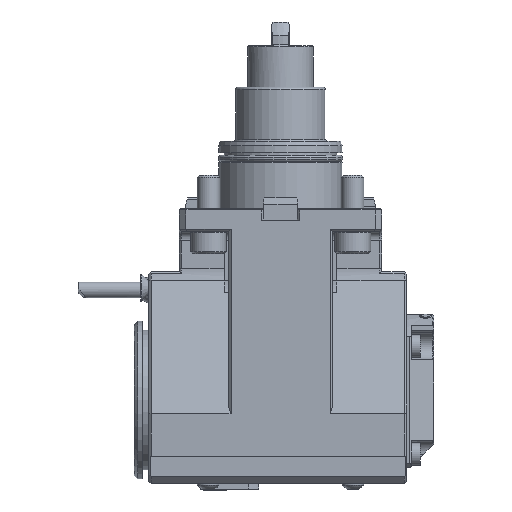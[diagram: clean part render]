
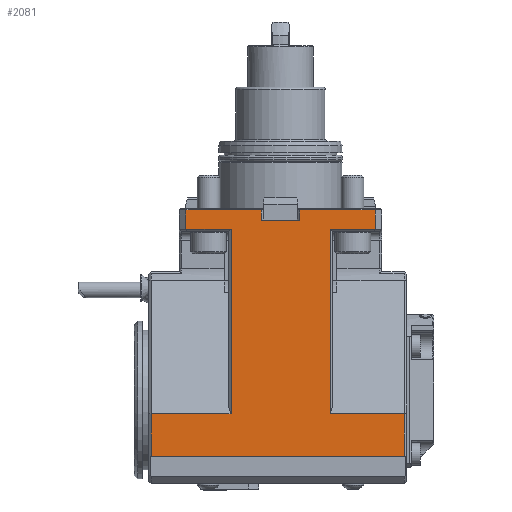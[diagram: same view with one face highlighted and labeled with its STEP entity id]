
A CAD part, front view. The second image highlights one B-rep face of the part: STEP entity #2081.
In plain terms, the highlighted planar face has unit normal (0, -1, 0).
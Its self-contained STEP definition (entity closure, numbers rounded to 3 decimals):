
#530=LINE('',#11370,#1178);
#532=LINE('',#11375,#1180);
#534=LINE('',#11378,#1182);
#536=LINE('',#11381,#1184);
#538=LINE('',#11385,#1186);
#540=LINE('',#11389,#1188);
#541=LINE('',#11391,#1189);
#543=LINE('',#11395,#1191);
#545=LINE('',#11399,#1193);
#546=LINE('',#11401,#1194);
#548=LINE('',#11405,#1196);
#550=LINE('',#11409,#1198);
#552=LINE('',#11412,#1200);
#671=LINE('',#11638,#1319);
#674=LINE('',#11644,#1322);
#675=LINE('',#11646,#1323);
#1178=VECTOR('',#8806,1.);
#1180=VECTOR('',#8810,1.);
#1182=VECTOR('',#8814,1.);
#1184=VECTOR('',#8818,1.);
#1186=VECTOR('',#8822,1.);
#1188=VECTOR('',#8826,1.);
#1189=VECTOR('',#8829,1.);
#1191=VECTOR('',#8833,1.);
#1193=VECTOR('',#8837,1.);
#1194=VECTOR('',#8840,1.);
#1196=VECTOR('',#8844,1.);
#1198=VECTOR('',#8848,1.);
#1200=VECTOR('',#8852,1.);
#1319=VECTOR('',#9063,1.);
#1322=VECTOR('',#9068,1.);
#1323=VECTOR('',#9069,1.);
#2081=ADVANCED_FACE('',(#2664),#2352,.F.);
#2352=PLANE('',#7361);
#2664=FACE_OUTER_BOUND('',#3126,.T.);
#3126=EDGE_LOOP('',(#4750,#4751,#4752,#4753,#4754,#4755,#4756,#4757,#4758,
#4759,#4760,#4761,#4762,#4763,#4764,#4765));
#4750=ORIENTED_EDGE('',*,*,#6395,.T.);
#4751=ORIENTED_EDGE('',*,*,#6393,.T.);
#4752=ORIENTED_EDGE('',*,*,#6391,.T.);
#4753=ORIENTED_EDGE('',*,*,#6389,.F.);
#4754=ORIENTED_EDGE('',*,*,#6388,.T.);
#4755=ORIENTED_EDGE('',*,*,#6386,.T.);
#4756=ORIENTED_EDGE('',*,*,#6384,.T.);
#4757=ORIENTED_EDGE('',*,*,#6383,.T.);
#4758=ORIENTED_EDGE('',*,*,#6381,.T.);
#4759=ORIENTED_EDGE('',*,*,#6379,.T.);
#4760=ORIENTED_EDGE('',*,*,#6377,.T.);
#4761=ORIENTED_EDGE('',*,*,#6375,.T.);
#4762=ORIENTED_EDGE('',*,*,#6514,.T.);
#4763=ORIENTED_EDGE('',*,*,#6517,.T.);
#4764=ORIENTED_EDGE('',*,*,#6518,.T.);
#4765=ORIENTED_EDGE('',*,*,#6373,.T.);
#5425=VERTEX_POINT('',#10925);
#5430=VERTEX_POINT('',#10946);
#5442=VERTEX_POINT('',#10982);
#5447=VERTEX_POINT('',#11002);
#5515=VERTEX_POINT('',#11229);
#5521=VERTEX_POINT('',#11246);
#5557=VERTEX_POINT('',#11367);
#5560=VERTEX_POINT('',#11374);
#5561=VERTEX_POINT('',#11382);
#5562=VERTEX_POINT('',#11386);
#5563=VERTEX_POINT('',#11392);
#5564=VERTEX_POINT('',#11396);
#5565=VERTEX_POINT('',#11402);
#5566=VERTEX_POINT('',#11406);
#5628=VERTEX_POINT('',#11639);
#5630=VERTEX_POINT('',#11645);
#6373=EDGE_CURVE('',#5557,#5521,#530,.T.);
#6375=EDGE_CURVE('',#5515,#5560,#532,.T.);
#6377=EDGE_CURVE('',#5425,#5515,#534,.T.);
#6379=EDGE_CURVE('',#5561,#5425,#536,.T.);
#6381=EDGE_CURVE('',#5562,#5561,#538,.T.);
#6383=EDGE_CURVE('',#5430,#5562,#540,.T.);
#6384=EDGE_CURVE('',#5563,#5430,#541,.T.);
#6386=EDGE_CURVE('',#5564,#5563,#543,.T.);
#6388=EDGE_CURVE('',#5442,#5564,#545,.T.);
#6389=EDGE_CURVE('',#5442,#5565,#546,.T.);
#6391=EDGE_CURVE('',#5566,#5565,#548,.T.);
#6393=EDGE_CURVE('',#5447,#5566,#550,.T.);
#6395=EDGE_CURVE('',#5521,#5447,#552,.T.);
#6514=EDGE_CURVE('',#5560,#5628,#671,.T.);
#6517=EDGE_CURVE('',#5628,#5630,#674,.T.);
#6518=EDGE_CURVE('',#5630,#5557,#675,.T.);
#7361=AXIS2_PLACEMENT_3D('',#11647,#9070,#9071);
#8806=DIRECTION('',(-1.,0.,0.));
#8810=DIRECTION('',(-1.,0.,0.));
#8814=DIRECTION('',(0.,0.,1.));
#8818=DIRECTION('',(1.,0.,0.));
#8822=DIRECTION('',(0.,0.,1.));
#8826=DIRECTION('',(-1.,0.,0.));
#8829=DIRECTION('',(0.,0.,1.));
#8833=DIRECTION('',(1.,0.,0.));
#8837=DIRECTION('',(0.,0.,-1.));
#8840=DIRECTION('',(1.,0.,0.));
#8844=DIRECTION('',(0.,0.,-1.));
#8848=DIRECTION('',(1.,0.,0.));
#8852=DIRECTION('',(0.,0.,-1.));
#9063=DIRECTION('',(0.,0.,-1.));
#9068=DIRECTION('',(-1.,0.,0.));
#9069=DIRECTION('',(0.,0.,1.));
#9070=DIRECTION('',(0.,1.,0.));
#9071=DIRECTION('',(1.,0.,0.));
#10925=CARTESIAN_POINT('',(42.,-42.5,-9.));
#10946=CARTESIAN_POINT('',(55.,-42.5,-90.968));
#10982=CARTESIAN_POINT('',(-57.5,-42.5,-90.968));
#11002=CARTESIAN_POINT('',(-42.,-42.5,-9.));
#11229=CARTESIAN_POINT('',(42.,-42.5,-0.5));
#11246=CARTESIAN_POINT('',(-42.,-42.5,-0.5));
#11367=CARTESIAN_POINT('',(-8.483,-42.5,-0.5));
#11370=CARTESIAN_POINT('',(-42.,-42.5,-0.5));
#11374=CARTESIAN_POINT('',(8.483,-42.5,-0.5));
#11375=CARTESIAN_POINT('',(8.483,-42.5,-0.5));
#11378=CARTESIAN_POINT('',(42.,-42.5,0.));
#11381=CARTESIAN_POINT('',(-58.5,-42.5,-9.));
#11382=CARTESIAN_POINT('',(22.,-42.5,-9.));
#11385=CARTESIAN_POINT('',(22.,-42.5,-122.));
#11386=CARTESIAN_POINT('',(22.,-42.5,-90.968));
#11389=CARTESIAN_POINT('',(210.668,-42.5,-90.968));
#11391=CARTESIAN_POINT('',(55.,-42.5,-90.968));
#11392=CARTESIAN_POINT('',(55.,-42.5,-110.));
#11395=CARTESIAN_POINT('',(-58.5,-42.5,-110.));
#11396=CARTESIAN_POINT('',(-57.5,-42.5,-110.));
#11399=CARTESIAN_POINT('',(-57.5,-42.5,-110.));
#11401=CARTESIAN_POINT('',(-210.668,-42.5,-90.968));
#11402=CARTESIAN_POINT('',(-22.,-42.5,-90.968));
#11405=CARTESIAN_POINT('',(-22.,-42.5,-122.));
#11406=CARTESIAN_POINT('',(-22.,-42.5,-9.));
#11409=CARTESIAN_POINT('',(-58.5,-42.5,-9.));
#11412=CARTESIAN_POINT('',(-42.,-42.5,-10.));
#11638=CARTESIAN_POINT('',(8.483,-42.5,-5.));
#11639=CARTESIAN_POINT('',(8.483,-42.5,-5.));
#11644=CARTESIAN_POINT('',(-58.5,-42.5,-5.));
#11645=CARTESIAN_POINT('',(-8.483,-42.5,-5.));
#11646=CARTESIAN_POINT('',(-8.483,-42.5,0.));
#11647=CARTESIAN_POINT('',(3.95,-42.5,-85.));
